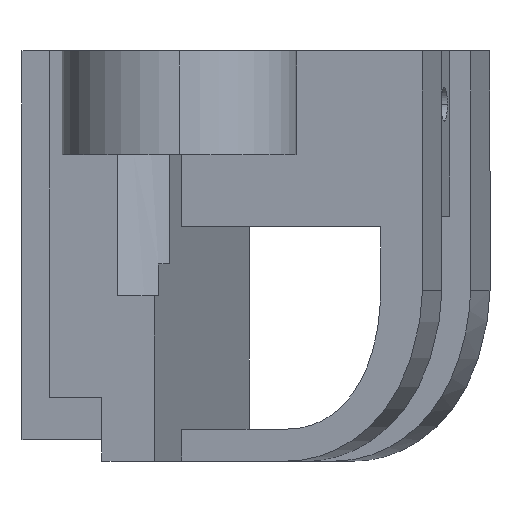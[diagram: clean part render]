
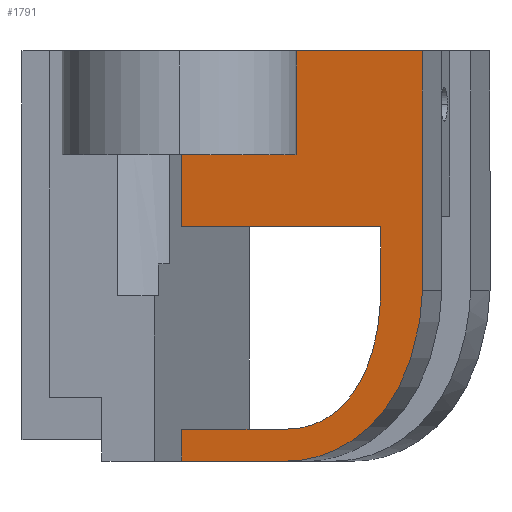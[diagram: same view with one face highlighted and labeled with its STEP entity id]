
A CAD part, left-side view. The second image highlights one B-rep face of the part: STEP entity #1791.
In plain terms, the highlighted planar face has unit normal (-0.983, 0.182, 0).
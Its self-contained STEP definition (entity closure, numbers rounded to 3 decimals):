
#34 = VERTEX_POINT ( 'NONE', #305 ) ;
#133 = CARTESIAN_POINT ( 'NONE',  ( -79.039, 17.64, -127.094 ) ) ;
#172 = CARTESIAN_POINT ( 'NONE',  ( -76.001, 34.027, -95.428 ) ) ;
#178 = LINE ( 'NONE', #1424, #1440 ) ;
#195 = VERTEX_POINT ( 'NONE', #1959 ) ;
#221 = DIRECTION ( 'NONE',  ( -0.182, -0.983, 0. ) ) ;
#240 = ORIENTED_EDGE ( 'NONE', *, *, #1721, .F. ) ;
#242 = VECTOR ( 'NONE', #1792, 1000. ) ;
#247 = CARTESIAN_POINT ( 'NONE',  ( -76.996, 28.66, -67.928 ) ) ;
#261 = VERTEX_POINT ( 'NONE', #1059 ) ;
#266 = CARTESIAN_POINT ( 'NONE',  ( -81.774, 2.891, -105.428 ) ) ;
#305 = CARTESIAN_POINT ( 'NONE',  ( -76.001, 34.027, -127.094 ) ) ;
#307 = ORIENTED_EDGE ( 'NONE', *, *, #1468, .F. ) ;
#351 = VERTEX_POINT ( 'NONE', #172 ) ;
#353 = LINE ( 'NONE', #529, #1281 ) ;
#361 = DIRECTION ( 'NONE',  ( -0.182, -0.983, 0. ) ) ;
#379 = EDGE_CURVE ( 'NONE', #195, #351, #1222, .T. ) ;
#386 = DIRECTION ( 'NONE',  ( 0., 0., 1. ) ) ;
#436 = CARTESIAN_POINT ( 'NONE',  ( -81.774, 2.891, -105.428 ) ) ;
#456 = EDGE_CURVE ( 'NONE', #351, #1080, #353, .T. ) ;
#482 = EDGE_LOOP ( 'NONE', ( #810, #768, #904, #307, #1702, #1438, #240, #1011, #1855, #1386 ) ) ;
#493 = VERTEX_POINT ( 'NONE', #674 ) ;
#496 = CARTESIAN_POINT ( 'NONE',  ( -76.996, 28.66, -95.428 ) ) ;
#529 = CARTESIAN_POINT ( 'NONE',  ( -76.001, 34.027, -65.428 ) ) ;
#531 = LINE ( 'NONE', #247, #1401 ) ;
#562 = CARTESIAN_POINT ( 'NONE',  ( -76.001, 34.027, -132.094 ) ) ;
#577 = VECTOR ( 'NONE', #1761, 1000. ) ;
#600 = CARTESIAN_POINT ( 'NONE',  ( -76.996, 28.66, -65.428 ) ) ;
#643 = EDGE_CURVE ( 'NONE', #493, #726, #1264, .T. ) ;
#669 = EDGE_CURVE ( 'NONE', #34, #1116, #178, .T. ) ;
#674 = CARTESIAN_POINT ( 'NONE',  ( -79.039, 17.64, -132.094 ) ) ;
#689 = LINE ( 'NONE', #1934, #242 ) ;
#698 = LINE ( 'NONE', #562, #577 ) ;
#725 = PLANE ( 'NONE',  #1227 ) ;
#726 = VERTEX_POINT ( 'NONE', #1112 ) ;
#738 = CARTESIAN_POINT ( 'NONE',  ( -81.774, 2.891, -109.096 ) ) ;
#768 = ORIENTED_EDGE ( 'NONE', *, *, #456, .F. ) ;
#803 = VECTOR ( 'NONE', #1531, 1000. ) ;
#810 = ORIENTED_EDGE ( 'NONE', *, *, #1400, .F. ) ;
#837 = VERTEX_POINT ( 'NONE', #1348 ) ;
#904 = ORIENTED_EDGE ( 'NONE', *, *, #379, .F. ) ;
#916 = EDGE_CURVE ( 'NONE', #261, #493, #1067, .T. ) ;
#1011 = ORIENTED_EDGE ( 'NONE', *, *, #643, .F. ) ;
#1029 = DIRECTION ( 'NONE',  ( 0., 0., 1. ) ) ;
#1059 = CARTESIAN_POINT ( 'NONE',  ( -82.989, -3.664, -105.428 ) ) ;
#1067 = B_SPLINE_CURVE_WITH_KNOTS ( 'NONE', 3,
 ( #1565, #1534, #1849, #1260, #1839 ),
 .UNSPECIFIED., .F., .F.,
 ( 4, 1, 4 ),
 ( 0., 0.443, 1. ),
 .UNSPECIFIED. ) ;
#1080 = VERTEX_POINT ( 'NONE', #1285 ) ;
#1112 = CARTESIAN_POINT ( 'NONE',  ( -76.001, 34.027, -132.094 ) ) ;
#1116 = VERTEX_POINT ( 'NONE', #1216 ) ;
#1145 = EDGE_CURVE ( 'NONE', #1116, #1766, #1335, .T. ) ;
#1161 = LINE ( 'NONE', #1776, #1237 ) ;
#1216 = CARTESIAN_POINT ( 'NONE',  ( -79.039, 17.64, -127.094 ) ) ;
#1222 = LINE ( 'NONE', #496, #803 ) ;
#1227 = AXIS2_PLACEMENT_3D ( 'NONE', #600, #1823, #1029 ) ;
#1237 = VECTOR ( 'NONE', #386, 1000. ) ;
#1260 = CARTESIAN_POINT ( 'NONE',  ( -80.366, 10.483, -132.094 ) ) ;
#1264 = LINE ( 'NONE', #1568, #1861 ) ;
#1281 = VECTOR ( 'NONE', #1301, 1000. ) ;
#1285 = CARTESIAN_POINT ( 'NONE',  ( -76.001, 34.027, -67.928 ) ) ;
#1301 = DIRECTION ( 'NONE',  ( 0., 0., 1. ) ) ;
#1335 = B_SPLINE_CURVE_WITH_KNOTS ( 'NONE', 3,
 ( #133, #1366, #1967, #738, #266 ),
 .UNSPECIFIED., .F., .F.,
 ( 4, 1, 4 ),
 ( 0., 0.548, 1. ),
 .UNSPECIFIED. ) ;
#1348 = CARTESIAN_POINT ( 'NONE',  ( -82.989, -3.664, -67.928 ) ) ;
#1366 = CARTESIAN_POINT ( 'NONE',  ( -80.179, 11.49, -127.094 ) ) ;
#1386 = ORIENTED_EDGE ( 'NONE', *, *, #1423, .T. ) ;
#1400 = EDGE_CURVE ( 'NONE', #1080, #837, #531, .T. ) ;
#1401 = VECTOR ( 'NONE', #221, 1000. ) ;
#1423 = EDGE_CURVE ( 'NONE', #261, #837, #689, .T. ) ;
#1424 = CARTESIAN_POINT ( 'NONE',  ( -76.001, 34.027, -127.094 ) ) ;
#1435 = DIRECTION ( 'NONE',  ( 0.182, 0.983, 0. ) ) ;
#1438 = ORIENTED_EDGE ( 'NONE', *, *, #669, .F. ) ;
#1440 = VECTOR ( 'NONE', #361, 1000. ) ;
#1468 = EDGE_CURVE ( 'NONE', #1766, #195, #1161, .T. ) ;
#1531 = DIRECTION ( 'NONE',  ( 0.182, 0.983, 0. ) ) ;
#1534 = CARTESIAN_POINT ( 'NONE',  ( -82.989, -3.664, -109.419 ) ) ;
#1565 = CARTESIAN_POINT ( 'NONE',  ( -82.989, -3.664, -105.428 ) ) ;
#1568 = CARTESIAN_POINT ( 'NONE',  ( -76.001, 34.027, -132.094 ) ) ;
#1702 = ORIENTED_EDGE ( 'NONE', *, *, #1145, .F. ) ;
#1721 = EDGE_CURVE ( 'NONE', #726, #34, #698, .T. ) ;
#1761 = DIRECTION ( 'NONE',  ( 0., 0., 1. ) ) ;
#1766 = VERTEX_POINT ( 'NONE', #436 ) ;
#1776 = CARTESIAN_POINT ( 'NONE',  ( -81.774, 2.891, -95.428 ) ) ;
#1791 = ADVANCED_FACE ( 'NONE', ( #1989 ), #725, .T. ) ;
#1792 = DIRECTION ( 'NONE',  ( 0., 0., 1. ) ) ;
#1823 = DIRECTION ( 'NONE',  ( -0.983, 0.182, 0. ) ) ;
#1839 = CARTESIAN_POINT ( 'NONE',  ( -79.039, 17.64, -132.094 ) ) ;
#1849 = CARTESIAN_POINT ( 'NONE',  ( -82.493, -0.989, -124.395 ) ) ;
#1855 = ORIENTED_EDGE ( 'NONE', *, *, #916, .F. ) ;
#1861 = VECTOR ( 'NONE', #1435, 1000. ) ;
#1934 = CARTESIAN_POINT ( 'NONE',  ( -82.989, -3.664, -65.428 ) ) ;
#1959 = CARTESIAN_POINT ( 'NONE',  ( -81.774, 2.891, -95.428 ) ) ;
#1967 = CARTESIAN_POINT ( 'NONE',  ( -81.543, 4.137, -119.66 ) ) ;
#1989 = FACE_OUTER_BOUND ( 'NONE', #482, .T. ) ;
